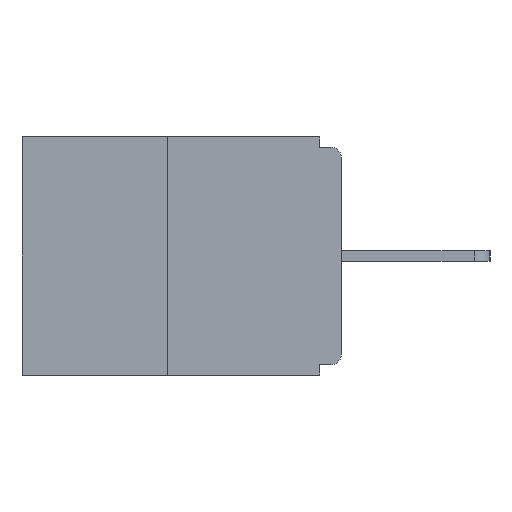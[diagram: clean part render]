
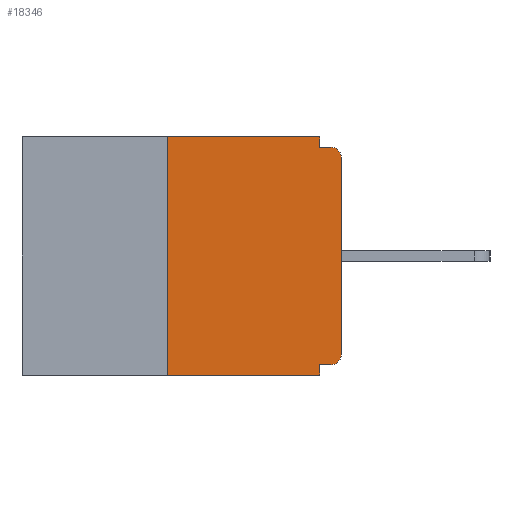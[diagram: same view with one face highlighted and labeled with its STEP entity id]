
A CAD part, left-side view. The second image highlights one B-rep face of the part: STEP entity #18346.
In plain terms, the highlighted planar face has unit normal (-1, 0, 0).
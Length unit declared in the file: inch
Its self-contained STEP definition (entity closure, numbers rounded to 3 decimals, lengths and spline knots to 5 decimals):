
#854 = ORIENTED_EDGE ( 'NONE', *, *, #6749, .F. ) ;
#986 = LINE ( 'NONE', #21668, #9881 ) ;
#1013 = CIRCLE ( 'NONE', #10729, 0.015 ) ;
#1015 = DIRECTION ( 'NONE',  ( 0., 0., -1. ) ) ;
#1207 = EDGE_LOOP ( 'NONE', ( #854, #10569, #14842, #18868, #20655, #23826, #6268, #10394, #17656, #23303 ) ) ;
#1698 = VECTOR ( 'NONE', #12498, 39.37008 ) ;
#1819 = CARTESIAN_POINT ( 'NONE',  ( 0., 0., -0.03 ) ) ;
#2099 = EDGE_CURVE ( 'NONE', #18452, #22466, #8082, .T. ) ;
#2116 = CARTESIAN_POINT ( 'NONE',  ( 0., 0.015, -0.015 ) ) ;
#2724 = CARTESIAN_POINT ( 'NONE',  ( 0., 0., -0.015 ) ) ;
#2908 = DIRECTION ( 'NONE',  ( 0., 0., 1. ) ) ;
#2963 = EDGE_CURVE ( 'NONE', #18452, #20207, #1013, .T. ) ;
#3098 = VECTOR ( 'NONE', #14052, 39.37008 ) ;
#3246 = EDGE_CURVE ( 'NONE', #11859, #9799, #986, .T. ) ;
#3343 = VERTEX_POINT ( 'NONE', #21799 ) ;
#3371 = CARTESIAN_POINT ( 'NONE',  ( 0., 0.25, 0. ) ) ;
#3608 = VERTEX_POINT ( 'NONE', #2116 ) ;
#3925 = FACE_OUTER_BOUND ( 'NONE', #1207, .T. ) ;
#4302 = CIRCLE ( 'NONE', #4701, 0.015 ) ;
#4701 = AXIS2_PLACEMENT_3D ( 'NONE', #4743, #14433, #18365 ) ;
#4736 = CARTESIAN_POINT ( 'NONE',  ( 0., 0.46, 0. ) ) ;
#4743 = CARTESIAN_POINT ( 'NONE',  ( 0., 0.015, -0.03 ) ) ;
#5657 = CARTESIAN_POINT ( 'NONE',  ( 0., 0.031, -0.328 ) ) ;
#5861 = VECTOR ( 'NONE', #20867, 39.37008 ) ;
#5941 = CARTESIAN_POINT ( 'NONE',  ( 0., 0.46, 0. ) ) ;
#6268 = ORIENTED_EDGE ( 'NONE', *, *, #18500, .T. ) ;
#6749 = EDGE_CURVE ( 'NONE', #24181, #11859, #22157, .T. ) ;
#7338 = DIRECTION ( 'NONE',  ( -1., 0., 0. ) ) ;
#7606 = EDGE_CURVE ( 'NONE', #10732, #24181, #13303, .T. ) ;
#7774 = EDGE_CURVE ( 'NONE', #10894, #3608, #4302, .T. ) ;
#8082 = LINE ( 'NONE', #10227, #17809 ) ;
#8231 = CARTESIAN_POINT ( 'NONE',  ( 0., 0., 0. ) ) ;
#9177 = CARTESIAN_POINT ( 'NONE',  ( 0., 0.25, -0.343 ) ) ;
#9242 = CARTESIAN_POINT ( 'NONE',  ( 0., 0.031, -0.343 ) ) ;
#9743 = DIRECTION ( 'NONE',  ( 0., -1., 0. ) ) ;
#9799 = VERTEX_POINT ( 'NONE', #12306 ) ;
#9881 = VECTOR ( 'NONE', #12284, 39.37008 ) ;
#9887 = DIRECTION ( 'NONE',  ( 1., 0., 0. ) ) ;
#10227 = CARTESIAN_POINT ( 'NONE',  ( 0., 0., -0.328 ) ) ;
#10382 = CARTESIAN_POINT ( 'NONE',  ( 0., 0.015, -0.328 ) ) ;
#10394 = ORIENTED_EDGE ( 'NONE', *, *, #7774, .T. ) ;
#10460 = VECTOR ( 'NONE', #9743, 39.37008 ) ;
#10569 = ORIENTED_EDGE ( 'NONE', *, *, #7606, .F. ) ;
#10729 = AXIS2_PLACEMENT_3D ( 'NONE', #18898, #7338, #12817 ) ;
#10732 = VERTEX_POINT ( 'NONE', #9177 ) ;
#10894 = VERTEX_POINT ( 'NONE', #1819 ) ;
#11859 = VERTEX_POINT ( 'NONE', #12370 ) ;
#12032 = LINE ( 'NONE', #19768, #10460 ) ;
#12284 = DIRECTION ( 'NONE',  ( 0., 0., -1. ) ) ;
#12306 = CARTESIAN_POINT ( 'NONE',  ( 0., 0.031, -0.015 ) ) ;
#12370 = CARTESIAN_POINT ( 'NONE',  ( 0., 0.031, 0. ) ) ;
#12498 = DIRECTION ( 'NONE',  ( 0., -1., 0. ) ) ;
#12817 = DIRECTION ( 'NONE',  ( 0., 0., -1. ) ) ;
#13303 = LINE ( 'NONE', #21654, #3098 ) ;
#13962 = LINE ( 'NONE', #8231, #19727 ) ;
#14052 = DIRECTION ( 'NONE',  ( 0., 0., 1. ) ) ;
#14433 = DIRECTION ( 'NONE',  ( -1., 0., 0. ) ) ;
#14783 = LINE ( 'NONE', #2724, #1698 ) ;
#14842 = ORIENTED_EDGE ( 'NONE', *, *, #21369, .T. ) ;
#16865 = LINE ( 'NONE', #9242, #20554 ) ;
#17656 = ORIENTED_EDGE ( 'NONE', *, *, #24495, .F. ) ;
#17738 = AXIS2_PLACEMENT_3D ( 'NONE', #5941, #9887, #19535 ) ;
#17809 = VECTOR ( 'NONE', #17994, 39.37008 ) ;
#17994 = DIRECTION ( 'NONE',  ( 0., 1., 0. ) ) ;
#18000 = CARTESIAN_POINT ( 'NONE',  ( 0., 0., -0.313 ) ) ;
#18346 = ADVANCED_FACE ( 'NONE', ( #3925 ), #23352, .F. ) ;
#18365 = DIRECTION ( 'NONE',  ( 0., 0., -1. ) ) ;
#18452 = VERTEX_POINT ( 'NONE', #10382 ) ;
#18500 = EDGE_CURVE ( 'NONE', #20207, #10894, #13962, .T. ) ;
#18629 = EDGE_CURVE ( 'NONE', #22466, #3343, #16865, .T. ) ;
#18868 = ORIENTED_EDGE ( 'NONE', *, *, #18629, .F. ) ;
#18898 = CARTESIAN_POINT ( 'NONE',  ( 0., 0.015, -0.313 ) ) ;
#19535 = DIRECTION ( 'NONE',  ( 0., 0., -1. ) ) ;
#19727 = VECTOR ( 'NONE', #2908, 39.37008 ) ;
#19768 = CARTESIAN_POINT ( 'NONE',  ( 0., 0.46, -0.343 ) ) ;
#20207 = VERTEX_POINT ( 'NONE', #18000 ) ;
#20554 = VECTOR ( 'NONE', #1015, 39.37008 ) ;
#20655 = ORIENTED_EDGE ( 'NONE', *, *, #2099, .F. ) ;
#20867 = DIRECTION ( 'NONE',  ( 0., -1., 0. ) ) ;
#21369 = EDGE_CURVE ( 'NONE', #10732, #3343, #12032, .T. ) ;
#21654 = CARTESIAN_POINT ( 'NONE',  ( 0., 0.25, 0. ) ) ;
#21668 = CARTESIAN_POINT ( 'NONE',  ( 0., 0.031, 0. ) ) ;
#21799 = CARTESIAN_POINT ( 'NONE',  ( 0., 0.031, -0.343 ) ) ;
#22157 = LINE ( 'NONE', #4736, #5861 ) ;
#22466 = VERTEX_POINT ( 'NONE', #5657 ) ;
#23303 = ORIENTED_EDGE ( 'NONE', *, *, #3246, .F. ) ;
#23352 = PLANE ( 'NONE',  #17738 ) ;
#23826 = ORIENTED_EDGE ( 'NONE', *, *, #2963, .T. ) ;
#24181 = VERTEX_POINT ( 'NONE', #3371 ) ;
#24495 = EDGE_CURVE ( 'NONE', #9799, #3608, #14783, .T. ) ;
